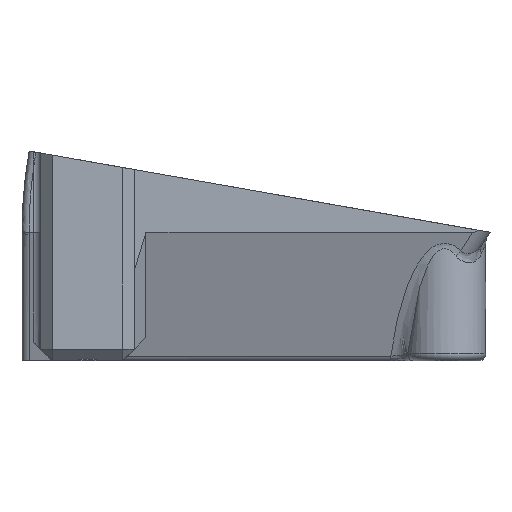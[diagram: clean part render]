
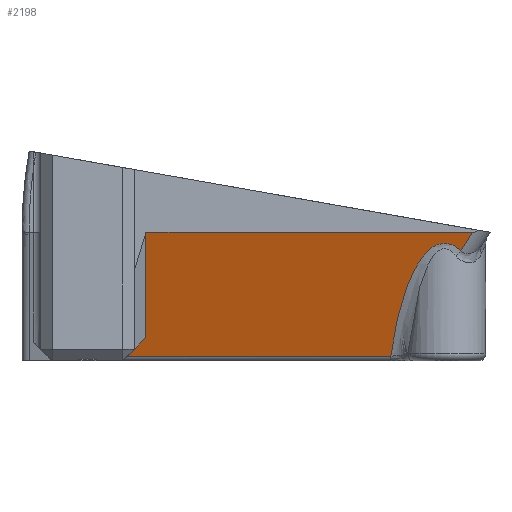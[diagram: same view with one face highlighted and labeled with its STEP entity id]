
A CAD part, left-side view. The second image highlights one B-rep face of the part: STEP entity #2198.
In plain terms, the highlighted planar face has unit normal (-0.953, 0, -0.303).
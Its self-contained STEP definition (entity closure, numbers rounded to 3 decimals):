
#110=ELLIPSE('',#2383,16.491,5.);
#123=LINE('',#3890,#225);
#128=LINE('',#3907,#230);
#167=LINE('',#4376,#269);
#188=LINE('',#4434,#290);
#213=LINE('',#6155,#315);
#225=VECTOR('',#2440,27.917);
#230=VECTOR('',#2455,22.504);
#269=VECTOR('',#2618,2.293);
#290=VECTOR('',#2677,9.445);
#315=VECTOR('',#2854,1.923);
#357=PLANE('',#2392);
#494=FACE_OUTER_BOUND('',#655,.T.);
#655=EDGE_LOOP('',(#1995,#1996,#1997,#1998,#1999,#2000));
#880=VERTEX_POINT('',#3887);
#881=VERTEX_POINT('',#3889);
#887=VERTEX_POINT('',#3904);
#888=VERTEX_POINT('',#3906);
#956=VERTEX_POINT('',#4375);
#1040=VERTEX_POINT('',#6098);
#1093=EDGE_CURVE('',#880,#881,#123,.T.);
#1101=EDGE_CURVE('',#887,#888,#128,.T.);
#1198=EDGE_CURVE('',#888,#956,#167,.F.);
#1227=EDGE_CURVE('',#956,#880,#188,.T.);
#1354=EDGE_CURVE('',#881,#1040,#213,.T.);
#1357=EDGE_CURVE('',#1040,#887,#110,.T.);
#1995=ORIENTED_EDGE('',*,*,#1101,.F.);
#1996=ORIENTED_EDGE('',*,*,#1357,.F.);
#1997=ORIENTED_EDGE('',*,*,#1354,.F.);
#1998=ORIENTED_EDGE('',*,*,#1093,.F.);
#1999=ORIENTED_EDGE('',*,*,#1227,.F.);
#2000=ORIENTED_EDGE('',*,*,#1198,.F.);
#2198=ADVANCED_FACE('',(#494),#357,.F.);
#2383=AXIS2_PLACEMENT_3D('',#6188,#2858,#2859);
#2392=AXIS2_PLACEMENT_3D('',#6341,#2877,#2878);
#2440=DIRECTION('',(0.,-1.,0.));
#2455=DIRECTION('',(0.,1.,0.));
#2618=DIRECTION('',(0.22,0.69,-0.69));
#2677=DIRECTION('',(-0.303,0.,0.953));
#2854=DIRECTION('',(0.259,0.519,-0.815));
#2858=DIRECTION('center_axis',(-0.953,0.,
-0.303));
#2859=DIRECTION('ref_axis',(-0.303,0.,0.953));
#2877=DIRECTION('center_axis',(0.953,0.,0.303));
#2878=DIRECTION('ref_axis',(0.303,0.,-0.953));
#3887=CARTESIAN_POINT('',(-20.,9.405,0.));
#3889=CARTESIAN_POINT('',(-20.,-18.511,0.));
#3890=CARTESIAN_POINT('',(-20.,20.,0.));
#3904=CARTESIAN_POINT('',(-16.633,-11.517,-10.582));
#3906=CARTESIAN_POINT('',(-16.633,10.987,-10.582));
#3907=CARTESIAN_POINT('',(-16.633,11.75,-10.582));
#4375=CARTESIAN_POINT('',(-17.136,9.405,-9.));
#4376=CARTESIAN_POINT('',(-16.689,10.813,-10.407));
#4434=CARTESIAN_POINT('',(-20.,9.405,0.));
#6098=CARTESIAN_POINT('',(-19.501,-17.514,-1.567));
#6155=CARTESIAN_POINT('',(-17.511,-13.534,-7.821));
#6188=CARTESIAN_POINT('Origin',(-14.698,-16.127,-16.665));
#6341=CARTESIAN_POINT('Origin',(-20.,20.,0.));
